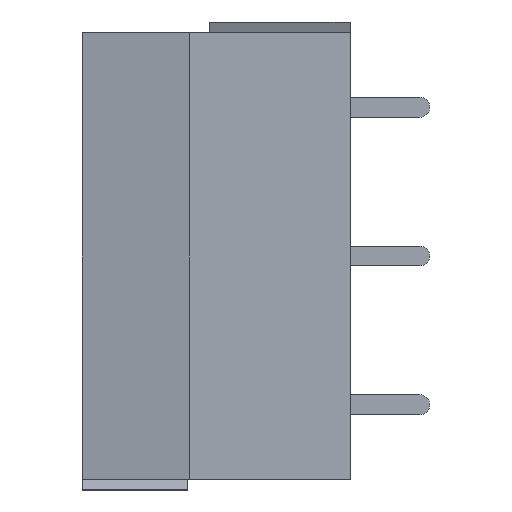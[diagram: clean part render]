
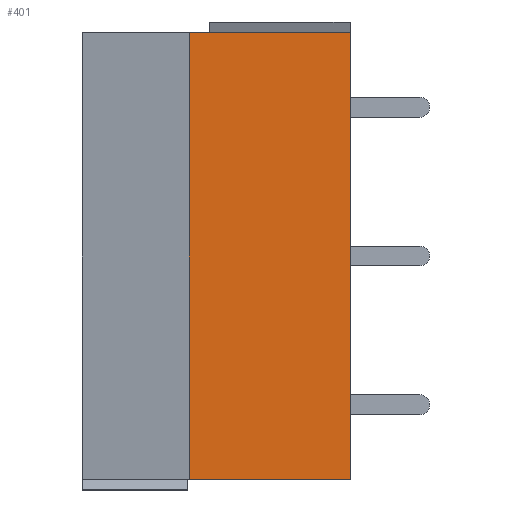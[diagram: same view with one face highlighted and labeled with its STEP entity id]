
A CAD part, left-side view. The second image highlights one B-rep face of the part: STEP entity #401.
In plain terms, the highlighted planar face has unit normal (-1, 0, 0).
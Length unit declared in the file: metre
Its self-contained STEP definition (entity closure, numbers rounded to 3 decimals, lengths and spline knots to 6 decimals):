
#401=ADVANCED_FACE('',(#973),#974,.T.);
#973=FACE_OUTER_BOUND('',#1729,.T.);
#974=PLANE('',#1730);
#1729=EDGE_LOOP('',(#2931,#2932,#2933,#2934));
#1730=AXIS2_PLACEMENT_3D('',#2935,#2936,#2937);
#2931=ORIENTED_EDGE('',*,*,#4901,.F.);
#2932=ORIENTED_EDGE('',*,*,#4883,.F.);
#2933=ORIENTED_EDGE('',*,*,#4902,.T.);
#2934=ORIENTED_EDGE('',*,*,#4544,.T.);
#2935=CARTESIAN_POINT('',(0.005924,-0.005492,0.0225));
#2936=DIRECTION('',(-1.0,0.0,0.));
#2937=DIRECTION('',(0.0,1.0,0.0));
#4544=EDGE_CURVE('',#5470,#5467,#5471,.T.);
#4883=EDGE_CURVE('',#6039,#6041,#6042,.T.);
#4901=EDGE_CURVE('',#6041,#5467,#6071,.T.);
#4902=EDGE_CURVE('',#6039,#5470,#6072,.T.);
#5467=VERTEX_POINT('',#6822);
#5470=VERTEX_POINT('',#6826);
#5471=LINE('',#6827,#6828);
#6039=VERTEX_POINT('',#7641);
#6041=VERTEX_POINT('',#7644);
#6042=LINE('',#7645,#7646);
#6071=LINE('',#7689,#7690);
#6072=LINE('',#7691,#7692);
#6822=CARTESIAN_POINT('',(0.005924,-0.005492,0.));
#6826=CARTESIAN_POINT('',(0.005924,-0.005492,0.0225));
#6827=CARTESIAN_POINT('',(0.005924,-0.005492,0.0225));
#6828=VECTOR('',#8633,1.0);
#7641=CARTESIAN_POINT('',(0.005924,-0.013592,0.0225));
#7644=CARTESIAN_POINT('',(0.005924,-0.013592,0.));
#7645=CARTESIAN_POINT('',(0.005924,-0.013592,0.0225));
#7646=VECTOR('',#8962,1.0);
#7689=CARTESIAN_POINT('',(0.005924,-0.005492,0.));
#7690=VECTOR('',#8980,1.0);
#7691=CARTESIAN_POINT('',(0.005924,-0.005492,0.0225));
#7692=VECTOR('',#8981,1.0);
#8633=DIRECTION('',(0.,0.0,-1.0));
#8962=DIRECTION('',(0.,0.0,-1.0));
#8980=DIRECTION('',(0.0,1.0,0.0));
#8981=DIRECTION('',(0.0,1.0,0.0));
